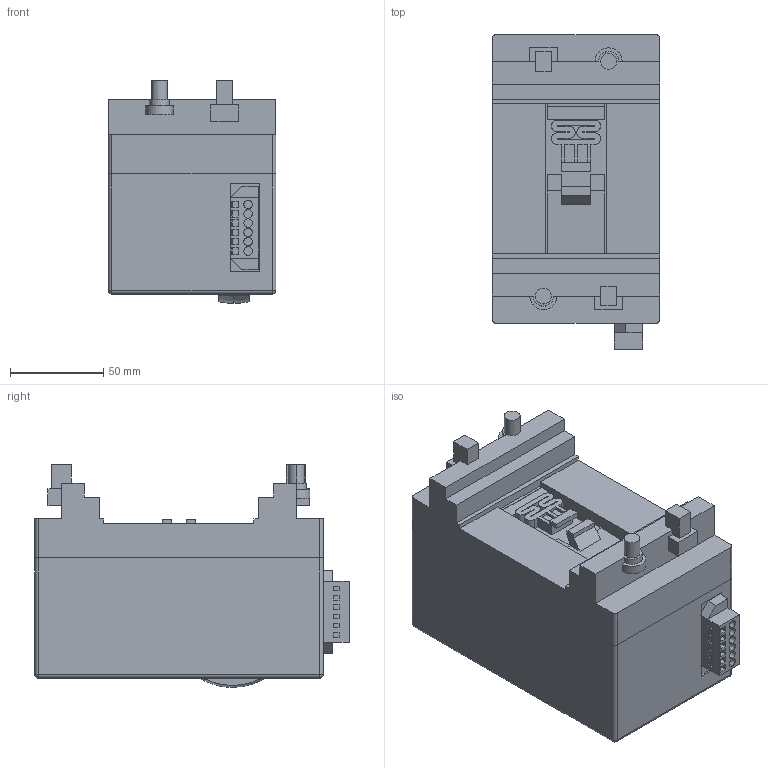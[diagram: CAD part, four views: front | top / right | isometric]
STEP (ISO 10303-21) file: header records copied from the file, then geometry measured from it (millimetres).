
FILE_DESCRIPTION((''),'2;1');
FILE_NAME('MO2_250_ASM','2021-11-03T',('marketing.praksa'),('Audax d.o.o.'),'CREO PARAMETRIC BY PTC INC, 2017480','CREO PARAMETRIC BY PTC INC, 2017480','');
FILE_SCHEMA(('AUTOMOTIVE_DESIGN { 1 0 10303 214 1 1 1 1 }'));
Length unit declared in the file: millimetre
Products named in the file (12): OPEN_CASCADE_STEP_TRANSLATOR-41; OPEN_CASCADE_STEP_TRANSLA-69313; OPEN_CASCADE_STEP_TRANSLA-71645; OPEN_CASCADE_STEP_TRANSLA-65605; OPEN_CASCADE_STEP_TRANSLA-66110; OPEN_CASCADE_STEP_TRANSLA-70257; OPEN_CASCADE_STEP_TRANSLA-71134; TOP250; PRT9562; PRT9563; PRT9564; MO2_250_ASM
Assembly tree (11 placements, depth 2):
  MO2_250_ASM
    OPEN_CASCADE_STEP_TRANSLATOR-41
    OPEN_CASCADE_STEP_TRANSLA-69313
    OPEN_CASCADE_STEP_TRANSLA-71645
    OPEN_CASCADE_STEP_TRANSLA-65605
    OPEN_CASCADE_STEP_TRANSLA-66110
    OPEN_CASCADE_STEP_TRANSLA-70257
    OPEN_CASCADE_STEP_TRANSLA-71134
    TOP250
    PRT9562
    PRT9563
    PRT9564
Bounding box: 90 x 169 x 119.7 mm (x, y, z)
Volume: 1227059.2 mm3; surface area: 126354.1 mm2
Topology: 13 solids, 13 shells, 532 faces, 1457 edges, 977 vertices
Faces by surface type: plane 435, cylinder 91, sphere 6
Entity records: 25808 total; most frequent: CARTESIAN_POINT 3186, ORIENTED_EDGE 2910, DIRECTION 2730, PRESENTATION_STYLE_ASSIGNMENT 2000, STYLED_ITEM 2000, CURVE_STYLE 1455, EDGE_CURVE 1455, VECTOR 1194
